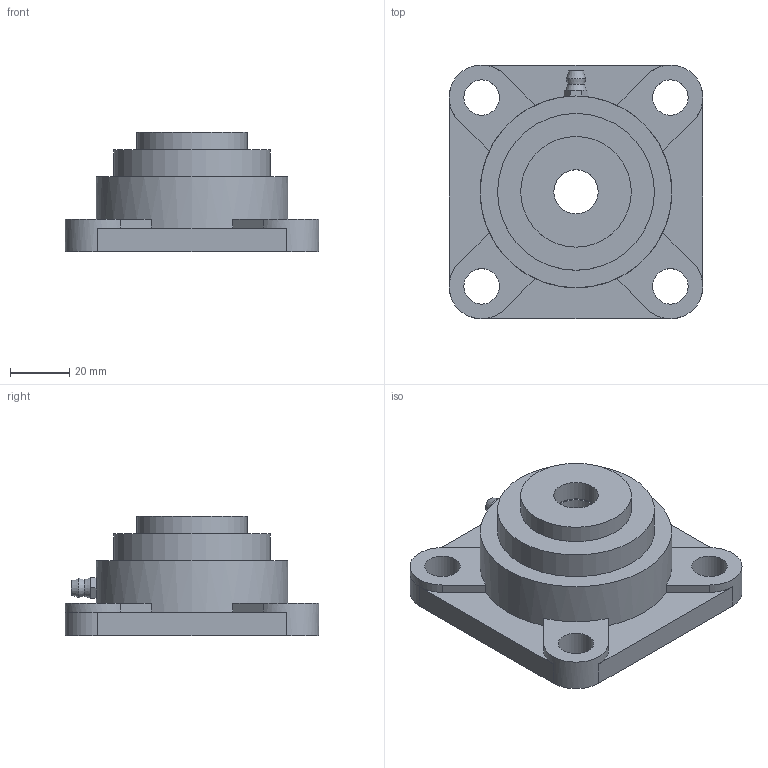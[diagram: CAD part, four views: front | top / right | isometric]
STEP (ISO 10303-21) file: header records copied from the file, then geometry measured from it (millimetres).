
FILE_DESCRIPTION(/* description */ ('Cover with Rubber seal-'),/* implementation_level */ '2;1');
FILE_NAME(/* name */ 'UCF202.stp',/* time_stamp */ '2023-01-26T22:24:24+09:00',/* author */ ('enomKR'),/* organization */ ('NTN'),/* preprocessor_version */ 'ST-DEVELOPER v18.1',/* originating_system */ 'Autodesk Inventor 2022',/* authorisation */ '');
FILE_SCHEMA (('AUTOMOTIVE_DESIGN { 1 0 10303 214 3 1 1 }'));
Length unit declared in the file: millimetre
Products named in the file (3): S-UCF202D1(15,D1); S-UCF202D1S Housing; GA-1/4-28UNFGNSUCF
Assembly tree (2 placements, depth 2):
  S-UCF202D1(15,D1)
    S-UCF202D1S Housing
    GA-1/4-28UNFGNSUCF
Bounding box: 86 x 86 x 40.5 mm (x, y, z)
Volume: 101421 mm3; surface area: 34309.3 mm2
Topology: 2 solids, 2 shells, 80 faces, 189 edges, 122 vertices
Faces by surface type: plane 53, cylinder 24, cone 3
Full cylindrical faces by diameter (mm): 12 x4, 15 x2, 29.6 x2, 37.5 x1, 50 x2, 51.55 x1, 53.15 x1, 65 x1
Entity records: 2443 total; most frequent: DIRECTION 431, CARTESIAN_POINT 396, ORIENTED_EDGE 378, EDGE_CURVE 189, AXIS2_PLACEMENT_3D 157, VERTEX_POINT 122, LINE 117, VECTOR 117
